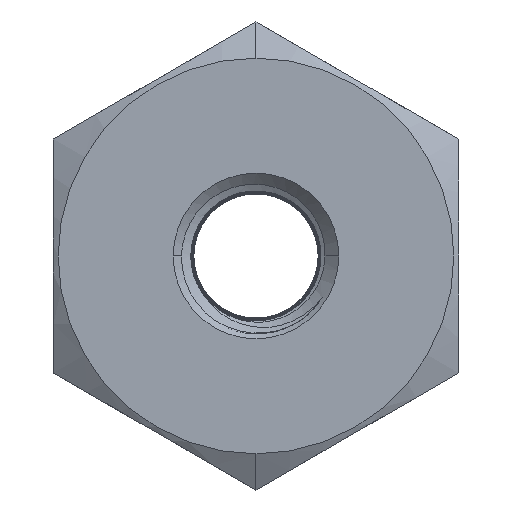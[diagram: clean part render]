
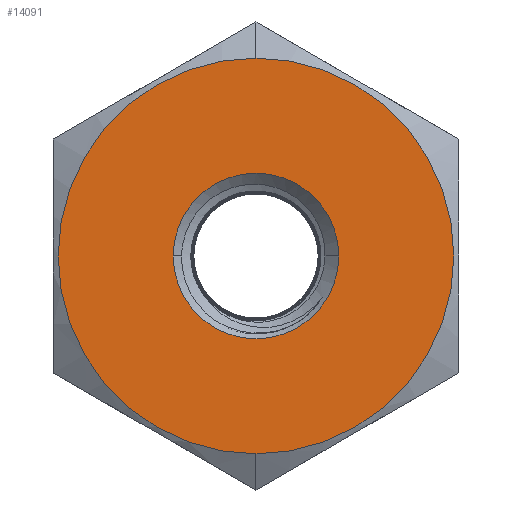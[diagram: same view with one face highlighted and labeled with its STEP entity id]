
A CAD part, front view. The second image highlights one B-rep face of the part: STEP entity #14091.
In plain terms, the highlighted planar face has unit normal (0, -1, 0).
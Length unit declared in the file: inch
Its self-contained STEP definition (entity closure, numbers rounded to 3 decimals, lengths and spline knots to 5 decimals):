
#1278 = CIRCLE ( 'NONE', #8868, 0.281 ) ;
#1409 = DIRECTION ( 'NONE',  ( 0., -1., 0. ) ) ;
#2566 = CIRCLE ( 'NONE', #14995, 0.67125 ) ;
#2671 = CARTESIAN_POINT ( 'NONE',  ( 0., 0., 0. ) ) ;
#2819 = EDGE_CURVE ( 'NONE', #8420, #5121, #2566, .T. ) ;
#2854 = CARTESIAN_POINT ( 'NONE',  ( 0., 0., 0. ) ) ;
#4502 = CARTESIAN_POINT ( 'NONE',  ( -0.281, 0., 0. ) ) ;
#4573 = DIRECTION ( 'NONE',  ( 0., 0., -1. ) ) ;
#4768 = CARTESIAN_POINT ( 'NONE',  ( 0., 0., -0.67125 ) ) ;
#4936 = CIRCLE ( 'NONE', #19433, 0.281 ) ;
#5121 = VERTEX_POINT ( 'NONE', #4768 ) ;
#5588 = CARTESIAN_POINT ( 'NONE',  ( 0., 0., 0. ) ) ;
#5759 = EDGE_CURVE ( 'NONE', #13185, #17110, #4936, .T. ) ;
#6060 = ORIENTED_EDGE ( 'NONE', *, *, #5759, .F. ) ;
#7010 = DIRECTION ( 'NONE',  ( 0., 1., 0. ) ) ;
#7610 = ORIENTED_EDGE ( 'NONE', *, *, #2819, .T. ) ;
#8420 = VERTEX_POINT ( 'NONE', #9699 ) ;
#8783 = FACE_OUTER_BOUND ( 'NONE', #18580, .T. ) ;
#8868 = AXIS2_PLACEMENT_3D ( 'NONE', #2671, #18256, #8919 ) ;
#8919 = DIRECTION ( 'NONE',  ( 1., 0., 0. ) ) ;
#9017 = FACE_BOUND ( 'NONE', #12207, .T. ) ;
#9384 = DIRECTION ( 'NONE',  ( 1., 0., 0. ) ) ;
#9699 = CARTESIAN_POINT ( 'NONE',  ( 0., 0., 0.67125 ) ) ;
#10090 = DIRECTION ( 'NONE',  ( 0., 0., 1. ) ) ;
#10235 = DIRECTION ( 'NONE',  ( 0., -1., 0. ) ) ;
#10301 = DIRECTION ( 'NONE',  ( 0., 0., -1. ) ) ;
#10512 = EDGE_CURVE ( 'NONE', #17110, #13185, #1278, .T. ) ;
#11432 = PLANE ( 'NONE',  #19515 ) ;
#12084 = CARTESIAN_POINT ( 'NONE',  ( 0.281, 0., 0. ) ) ;
#12207 = EDGE_LOOP ( 'NONE', ( #15404, #6060 ) ) ;
#13185 = VERTEX_POINT ( 'NONE', #4502 ) ;
#14055 = ORIENTED_EDGE ( 'NONE', *, *, #15018, .T. ) ;
#14068 = DIRECTION ( 'NONE',  ( 0., -1., 0. ) ) ;
#14091 = ADVANCED_FACE ( 'NONE', ( #8783, #9017 ), #11432, .F. ) ;
#14995 = AXIS2_PLACEMENT_3D ( 'NONE', #5588, #10235, #10301 ) ;
#15018 = EDGE_CURVE ( 'NONE', #5121, #8420, #19240, .T. ) ;
#15074 = AXIS2_PLACEMENT_3D ( 'NONE', #2854, #1409, #4573 ) ;
#15404 = ORIENTED_EDGE ( 'NONE', *, *, #10512, .F. ) ;
#17110 = VERTEX_POINT ( 'NONE', #12084 ) ;
#18256 = DIRECTION ( 'NONE',  ( 0., -1., 0. ) ) ;
#18580 = EDGE_LOOP ( 'NONE', ( #7610, #14055 ) ) ;
#18723 = CARTESIAN_POINT ( 'NONE',  ( 0., 0., 0. ) ) ;
#19240 = CIRCLE ( 'NONE', #15074, 0.67125 ) ;
#19416 = CARTESIAN_POINT ( 'NONE',  ( 0., 0., 0. ) ) ;
#19433 = AXIS2_PLACEMENT_3D ( 'NONE', #18723, #14068, #9384 ) ;
#19515 = AXIS2_PLACEMENT_3D ( 'NONE', #19416, #7010, #10090 ) ;
